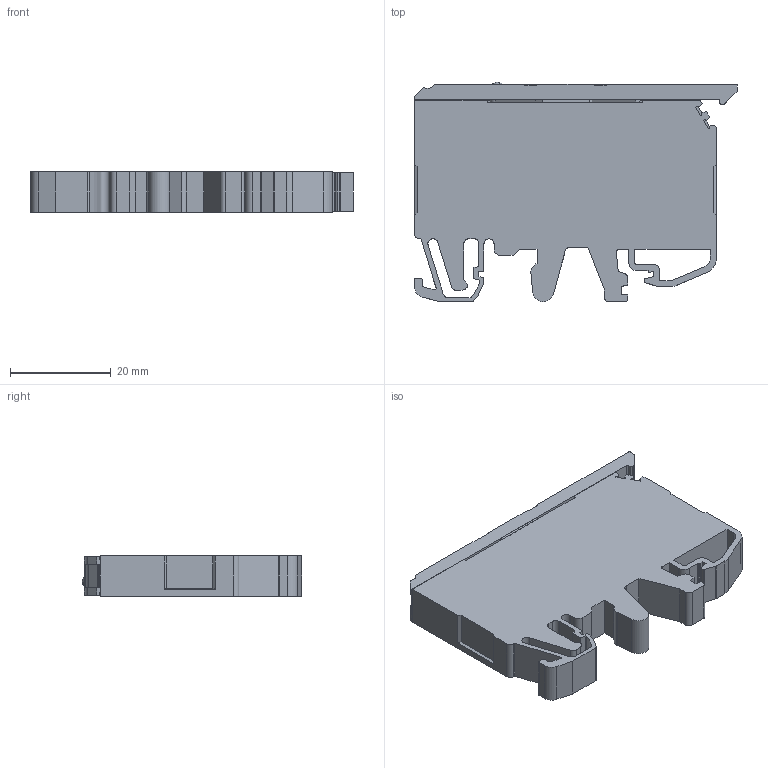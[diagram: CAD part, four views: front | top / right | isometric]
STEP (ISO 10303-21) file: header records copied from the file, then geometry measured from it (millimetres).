
FILE_DESCRIPTION (( 'STEP AP214' ), '1' );
FILE_NAME ('351220_ASK 2LD_GR.STP', '2015-08-07T10:59:08', ( '' ), ( '' ), 'SwSTEP 2.0', 'SolidWorks 2015', '' );
FILE_SCHEMA (( 'AUTOMOTIVE_DESIGN' ));
Length unit declared in the file: millimetre
Products named in the file (1): 351220_ASK 2LD_GR
Bounding box: 64.18 x 43.62 x 8 mm (x, y, z)
Volume: 16859.7 mm3; surface area: 8209.1 mm2
Topology: 1 solids, 2 shells, 269 faces, 769 edges, 512 vertices
Faces by surface type: plane 188, cylinder 79, sphere 2
Entity records: 11426 total; most frequent: CARTESIAN_POINT 1543, ORIENTED_EDGE 1528, DIRECTION 1466, EDGE_CURVE 764, VECTOR 602, LINE 602, VERTEX_POINT 509, AXIS2_PLACEMENT_3D 432
